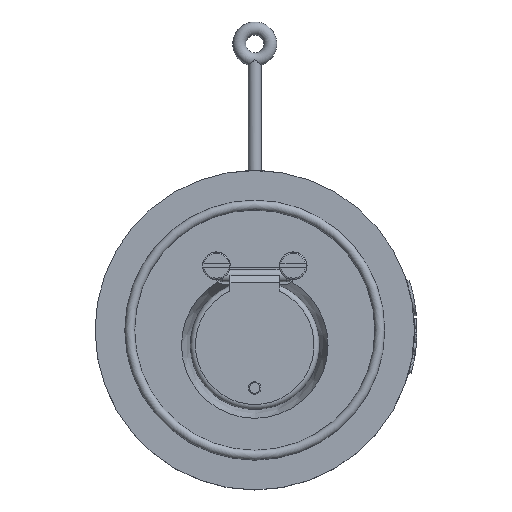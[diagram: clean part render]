
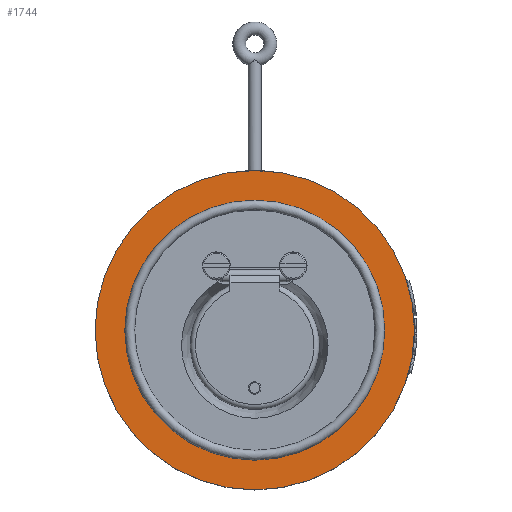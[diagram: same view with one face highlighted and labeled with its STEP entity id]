
A CAD part, top view. The second image highlights one B-rep face of the part: STEP entity #1744.
In plain terms, the highlighted planar face has unit normal (0, 0, 1).
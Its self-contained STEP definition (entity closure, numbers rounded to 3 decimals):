
#43=FACE_BOUND('',#606,.T.);
#86=PLANE('',#1923);
#496=FACE_OUTER_BOUND('',#605,.T.);
#605=EDGE_LOOP('',(#1632));
#606=EDGE_LOOP('',(#1633));
#629=CIRCLE('',#1807,64.5);
#633=CIRCLE('',#1813,52.5);
#765=VERTEX_POINT('',#3400);
#769=VERTEX_POINT('',#3412);
#973=EDGE_CURVE('',#765,#765,#629,.T.);
#979=EDGE_CURVE('',#769,#769,#633,.T.);
#1632=ORIENTED_EDGE('',*,*,#973,.T.);
#1633=ORIENTED_EDGE('',*,*,#979,.T.);
#1744=ADVANCED_FACE('',(#496,#43),#86,.T.);
#1807=AXIS2_PLACEMENT_3D('',#3401,#2045,#2046);
#1813=AXIS2_PLACEMENT_3D('',#3413,#2059,#2060);
#1923=AXIS2_PLACEMENT_3D('',#3855,#2340,#2341);
#2045=DIRECTION('center_axis',(0.,0.,1.));
#2046=DIRECTION('ref_axis',(1.,0.,0.));
#2059=DIRECTION('center_axis',(0.,0.,-1.));
#2060=DIRECTION('ref_axis',(1.,0.,0.));
#2340=DIRECTION('center_axis',(0.,0.,1.));
#2341=DIRECTION('ref_axis',(1.,0.,0.));
#3400=CARTESIAN_POINT('',(-64.5,0.,10.));
#3401=CARTESIAN_POINT('Origin',(0.,0.,10.));
#3412=CARTESIAN_POINT('',(-52.5,0.,10.));
#3413=CARTESIAN_POINT('Origin',(0.,0.,10.));
#3855=CARTESIAN_POINT('Origin',(0.,0.,10.));
